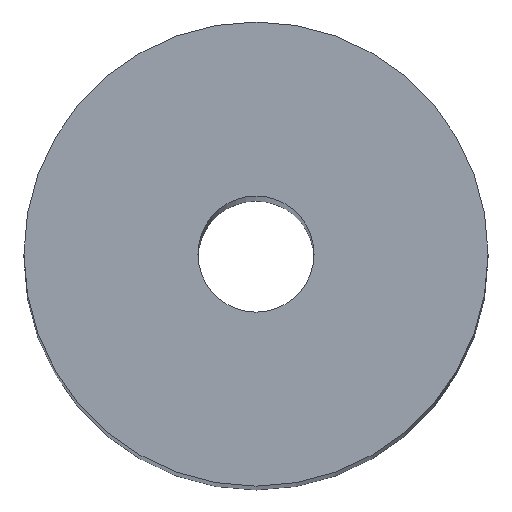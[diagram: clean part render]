
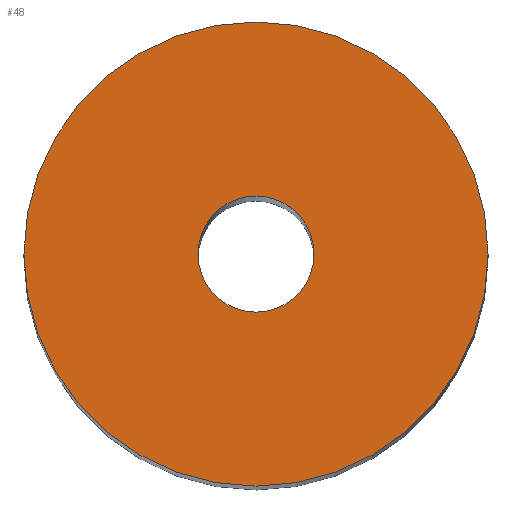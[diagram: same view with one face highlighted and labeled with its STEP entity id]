
A CAD part, top view. The second image highlights one B-rep face of the part: STEP entity #48.
In plain terms, the highlighted planar face has unit normal (0, 0, 1).
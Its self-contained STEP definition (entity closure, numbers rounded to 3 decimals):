
#48=ADVANCED_FACE('240[2]',(#107,#108),#109,.T.);
#56=EDGE_CURVE('240[2]',#121,#121,#122,.T.);
#69=EDGE_CURVE('240[2]',#139,#139,#140,.T.);
#107=FACE_OUTER_BOUND('',#176,.T.);
#108=FACE_BOUND('',#177,.T.);
#109=PLANE('',#178);
#121=VERTEX_POINT('',#193);
#122=CIRCLE('',#194,8.0);
#139=VERTEX_POINT('',#216);
#140=CIRCLE('',#217,2.);
#176=EDGE_LOOP('',(#247));
#177=EDGE_LOOP('',(#248));
#178=AXIS2_PLACEMENT_3D('',#249,#250,#251);
#193=CARTESIAN_POINT('',(0.,8.,100.0));
#194=AXIS2_PLACEMENT_3D('',#264,#265,#266);
#216=CARTESIAN_POINT('',(0.,2.,100.0));
#217=AXIS2_PLACEMENT_3D('',#280,#281,#282);
#247=ORIENTED_EDGE('',*,*,#56,.F.);
#248=ORIENTED_EDGE('',*,*,#69,.T.);
#249=CARTESIAN_POINT('',(0.,5.,100.0));
#250=DIRECTION('',(0.,0.,1.0));
#251=DIRECTION('',(0.,-1.0,0.));
#264=CARTESIAN_POINT('',(0.,0.,100.0));
#265=DIRECTION('',(0.,0.,-1.0));
#266=DIRECTION('',(0.,1.0,0.));
#280=CARTESIAN_POINT('',(0.,0.,100.0));
#281=DIRECTION('',(0.,0.,-1.0));
#282=DIRECTION('',(0.,1.0,0.));
